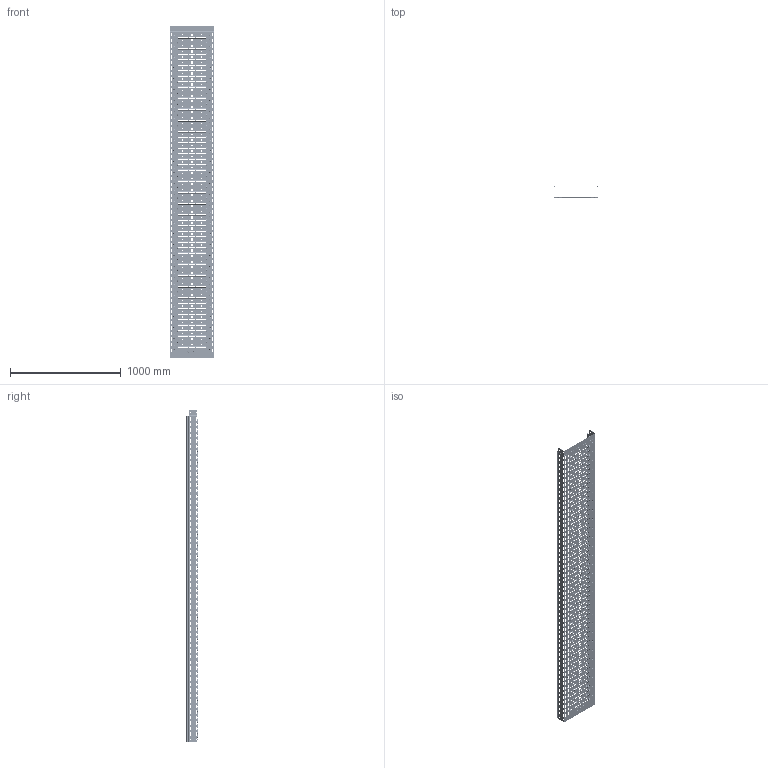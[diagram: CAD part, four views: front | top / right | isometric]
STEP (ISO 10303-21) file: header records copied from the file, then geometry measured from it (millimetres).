
FILE_DESCRIPTION (( 'STEP AP203' ), '1' );
FILE_NAME ('Perforated tray 100õ400õ3000.STEP', '2019-04-29T06:34:48', ( '' ), ( '' ), 'SwSTEP 2.0', 'SolidWorks 2017', '' );
FILE_SCHEMA (( 'CONFIG_CONTROL_DESIGN' ));
Products named in the file (1): Perforated tray 100õ400õ3000
Bounding box: 402.89 x 101.08 x 3000 mm (x, y, z)
Volume: 1653055.7 mm3; surface area: 3391800.4 mm2
Topology: 1 solids, 1 shells, 8269 faces, 21960 edges, 14045 vertices
Faces by surface type: cylinder 3883, plane 2209, torus 2108, bspline 65, sphere 4
Entity records: 272379 total; most frequent: CARTESIAN_POINT 52896, DIRECTION 49760, ORIENTED_EDGE 43900, EDGE_CURVE 21950, AXIS2_PLACEMENT_3D 19832, VERTEX_POINT 14045, CIRCLE 11627, EDGE_LOOP 10719
